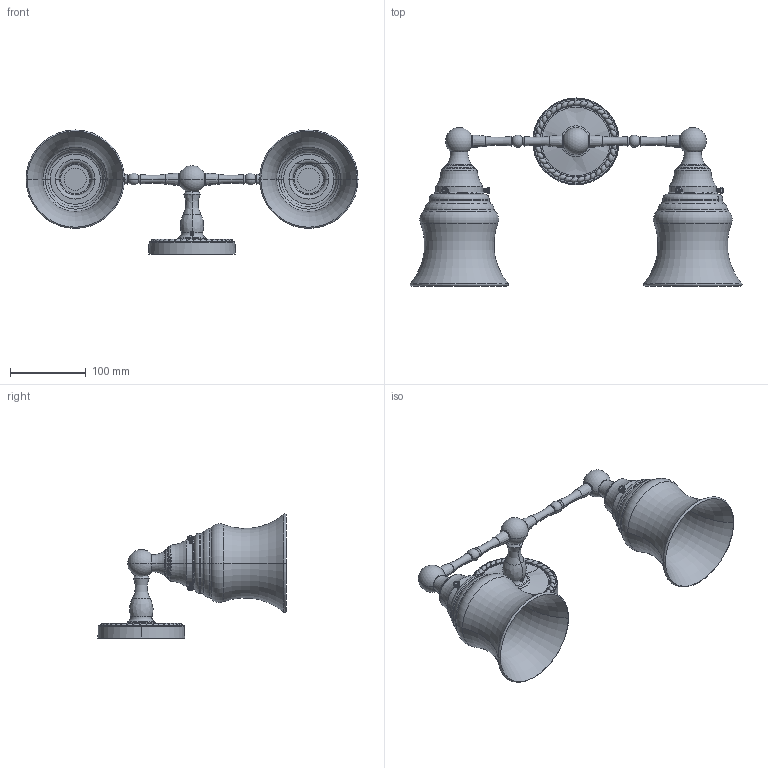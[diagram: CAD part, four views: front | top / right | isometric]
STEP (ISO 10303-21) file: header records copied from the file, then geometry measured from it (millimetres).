
FILE_DESCRIPTION((''),'2;1');
FILE_NAME('1582SO_WEB','2010-11-26T',('project'),(''),'PRO/ENGINEER BY PARAMETRIC TECHNOLOGY CORPORATION, 2009300','PRO/ENGINEER BY PARAMETRIC TECHNOLOGY CORPORATION, 2009300','');
FILE_SCHEMA(('CONFIG_CONTROL_DESIGN'));
Length unit declared in the file: inch
Products named in the file (1): 1582SO_WEB
Bounding box: 437.16 x 247.83 x 163.39 mm (x, y, z)
Surface area: 303471.9 mm2 (no closed solid volume)
Topology: 0 solids, 155 shells, 1050 faces, 6357 edges, 5360 vertices
Faces by surface type: cylinder 326, plane 251, torus 178, bspline 176, sphere 64, cone 55
Entity records: 109069 total; most frequent: CARTESIAN_POINT 64072, ORIENTED_EDGE 8482, DIRECTION 7969, EDGE_CURVE 6289, VERTEX_POINT 5360, VECTOR 4093, LINE 4093, AXIS2_PLACEMENT_3D 1938
